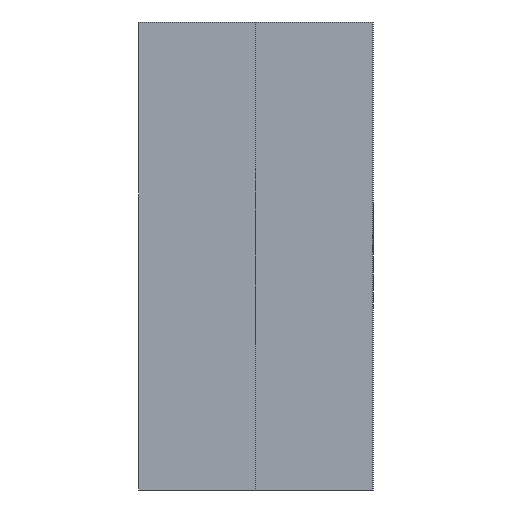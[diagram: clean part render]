
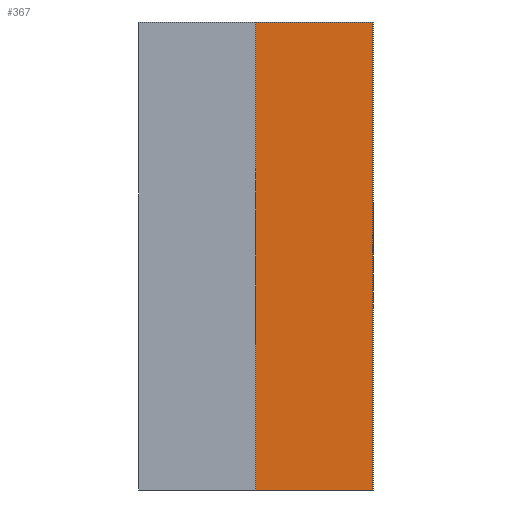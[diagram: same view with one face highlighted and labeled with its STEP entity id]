
A CAD part, left-side view. The second image highlights one B-rep face of the part: STEP entity #367.
In plain terms, the highlighted planar face has unit normal (-1, 0, 0).
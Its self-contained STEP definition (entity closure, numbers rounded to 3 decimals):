
#30=PLANE('',#408);
#51=FACE_OUTER_BOUND('',#75,.T.);
#75=EDGE_LOOP('',(#313,#314,#315,#316));
#85=LINE('',#532,#126);
#114=LINE('',#596,#155);
#115=LINE('',#598,#156);
#116=LINE('',#599,#157);
#126=VECTOR('',#437,10.);
#155=VECTOR('',#492,10.);
#156=VECTOR('',#495,10.);
#157=VECTOR('',#496,10.);
#177=VERTEX_POINT('',#529);
#178=VERTEX_POINT('',#531);
#199=VERTEX_POINT('',#592);
#200=VERTEX_POINT('',#594);
#212=EDGE_CURVE('',#177,#178,#85,.T.);
#244=EDGE_CURVE('',#199,#200,#114,.T.);
#245=EDGE_CURVE('',#199,#177,#115,.T.);
#246=EDGE_CURVE('',#178,#200,#116,.T.);
#313=ORIENTED_EDGE('',*,*,#245,.F.);
#314=ORIENTED_EDGE('',*,*,#244,.T.);
#315=ORIENTED_EDGE('',*,*,#246,.F.);
#316=ORIENTED_EDGE('',*,*,#212,.F.);
#367=ADVANCED_FACE('',(#51),#30,.T.);
#408=AXIS2_PLACEMENT_3D('',#597,#493,#494);
#437=DIRECTION('',(0.,0.,1.));
#492=DIRECTION('',(0.,0.,1.));
#493=DIRECTION('center_axis',(-1.,0.,0.));
#494=DIRECTION('ref_axis',(0.,-1.,0.));
#495=DIRECTION('',(0.,1.,0.));
#496=DIRECTION('',(0.,-1.,0.));
#529=CARTESIAN_POINT('',(-27.5,5.,0.));
#531=CARTESIAN_POINT('',(-27.5,5.,20.));
#532=CARTESIAN_POINT('',(-27.5,5.,0.));
#592=CARTESIAN_POINT('',(-27.5,0.,0.));
#594=CARTESIAN_POINT('',(-27.5,0.,20.));
#596=CARTESIAN_POINT('',(-27.5,0.,0.));
#597=CARTESIAN_POINT('Origin',(-27.5,5.,0.));
#598=CARTESIAN_POINT('',(-27.5,0.,0.));
#599=CARTESIAN_POINT('',(-27.5,0.,20.));
